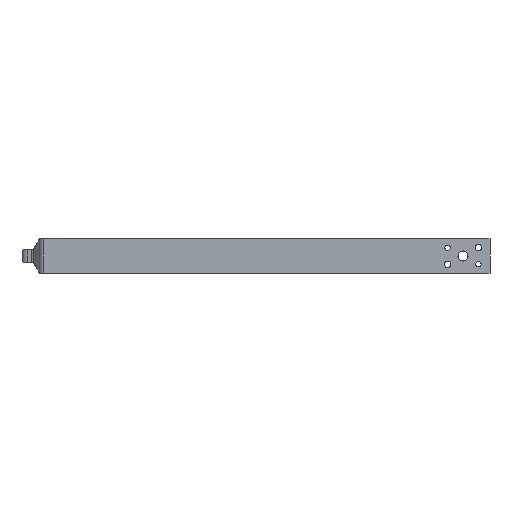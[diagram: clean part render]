
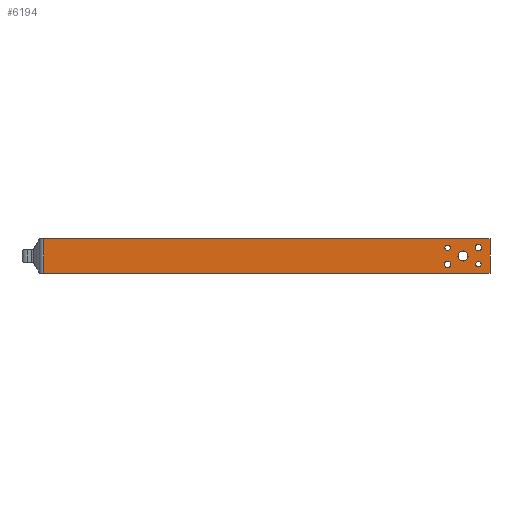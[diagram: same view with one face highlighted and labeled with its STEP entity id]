
A CAD part, front view. The second image highlights one B-rep face of the part: STEP entity #6194.
In plain terms, the highlighted face is planar.
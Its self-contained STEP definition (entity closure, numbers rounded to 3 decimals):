
#33 = CARTESIAN_POINT ( 'NONE',  ( -4., -355.25, 0. ) ) ;
#43 = DIRECTION ( 'NONE',  ( 0., -1., 0. ) ) ;
#208 = FACE_BOUND ( 'NONE', #1094, .T. ) ;
#606 = CARTESIAN_POINT ( 'NONE',  ( -4., -366., -7. ) ) ;
#769 = DIRECTION ( 'NONE',  ( 1., 0., 0. ) ) ;
#940 = DIRECTION ( 'NONE',  ( 0., -1., 0. ) ) ;
#1009 = CARTESIAN_POINT ( 'NONE',  ( -4., -2., -14.75 ) ) ;
#1094 = EDGE_LOOP ( 'NONE', ( #5235, #11743 ) ) ;
#1607 = ORIENTED_EDGE ( 'NONE', *, *, #13297, .T. ) ;
#1641 = AXIS2_PLACEMENT_3D ( 'NONE', #12282, #12486, #6834 ) ;
#1964 = DIRECTION ( 'NONE',  ( 0., -1., 0. ) ) ;
#2375 = AXIS2_PLACEMENT_3D ( 'NONE', #13843, #13989, #11837 ) ;
#2540 = DIRECTION ( 'NONE',  ( 0., -1., 0. ) ) ;
#2645 = DIRECTION ( 'NONE',  ( 0., -1., 0. ) ) ;
#2664 = VERTEX_POINT ( 'NONE', #3081 ) ;
#2775 = EDGE_CURVE ( 'NONE', #11009, #9154, #2946, .T. ) ;
#2807 = ORIENTED_EDGE ( 'NONE', *, *, #11103, .T. ) ;
#2946 = CIRCLE ( 'NONE', #10478, 2.75 ) ;
#2970 = VERTEX_POINT ( 'NONE', #5405 ) ;
#3081 = CARTESIAN_POINT ( 'NONE',  ( -4., -378., 14.75 ) ) ;
#3265 = AXIS2_PLACEMENT_3D ( 'NONE', #3611, #7973, #2540 ) ;
#3384 = DIRECTION ( 'NONE',  ( 0., 0., 1. ) ) ;
#3468 = CIRCLE ( 'NONE', #4363, 2.25 ) ;
#3494 = EDGE_CURVE ( 'NONE', #4974, #2664, #8678, .T. ) ;
#3611 = CARTESIAN_POINT ( 'NONE',  ( -4., -342.25, 7. ) ) ;
#3634 = EDGE_LOOP ( 'NONE', ( #10660, #6518 ) ) ;
#3680 = VECTOR ( 'NONE', #12020, 1000. ) ;
#3712 = FACE_BOUND ( 'NONE', #4625, .T. ) ;
#3942 = AXIS2_PLACEMENT_3D ( 'NONE', #33, #11774, #4261 ) ;
#4261 = DIRECTION ( 'NONE',  ( 0., -1., 0. ) ) ;
#4363 = AXIS2_PLACEMENT_3D ( 'NONE', #12802, #5234, #940 ) ;
#4421 = EDGE_LOOP ( 'NONE', ( #8027, #7095 ) ) ;
#4497 = CARTESIAN_POINT ( 'NONE',  ( -4., -378., -14.75 ) ) ;
#4565 = FACE_BOUND ( 'NONE', #5547, .T. ) ;
#4574 = AXIS2_PLACEMENT_3D ( 'NONE', #8803, #13224, #12158 ) ;
#4625 = EDGE_LOOP ( 'NONE', ( #11703, #2807 ) ) ;
#4971 = EDGE_CURVE ( 'NONE', #8131, #7642, #7785, .T. ) ;
#4974 = VERTEX_POINT ( 'NONE', #4497 ) ;
#5203 = ORIENTED_EDGE ( 'NONE', *, *, #6010, .F. ) ;
#5234 = DIRECTION ( 'NONE',  ( 1., 0., 0. ) ) ;
#5235 = ORIENTED_EDGE ( 'NONE', *, *, #2775, .T. ) ;
#5405 = CARTESIAN_POINT ( 'NONE',  ( -4., -359.5, 0. ) ) ;
#5547 = EDGE_LOOP ( 'NONE', ( #1607, #6083 ) ) ;
#5572 = EDGE_CURVE ( 'NONE', #9154, #11009, #10519, .T. ) ;
#5596 = EDGE_CURVE ( 'NONE', #13902, #4974, #9474, .T. ) ;
#5627 = DIRECTION ( 'NONE',  ( 0., -1., 0. ) ) ;
#5647 = DIRECTION ( 'NONE',  ( -1., 0., 0. ) ) ;
#5753 = AXIS2_PLACEMENT_3D ( 'NONE', #13695, #10198, #10338 ) ;
#5917 = CARTESIAN_POINT ( 'NONE',  ( -4., -2., -14.75 ) ) ;
#6010 = EDGE_CURVE ( 'NONE', #13902, #11578, #9677, .T. ) ;
#6012 = CIRCLE ( 'NONE', #2375, 4.25 ) ;
#6083 = ORIENTED_EDGE ( 'NONE', *, *, #10896, .T. ) ;
#6153 = VERTEX_POINT ( 'NONE', #12156 ) ;
#6194 = ADVANCED_FACE ( 'NONE', ( #12427, #208, #9081, #4565, #3712, #8946 ), #8004, .T. ) ;
#6417 = AXIS2_PLACEMENT_3D ( 'NONE', #11789, #769, #9508 ) ;
#6518 = ORIENTED_EDGE ( 'NONE', *, *, #8673, .T. ) ;
#6670 = CIRCLE ( 'NONE', #3942, 4.25 ) ;
#6825 = CARTESIAN_POINT ( 'NONE',  ( -4., -342.25, -7. ) ) ;
#6834 = DIRECTION ( 'NONE',  ( 0., -1., 0. ) ) ;
#6886 = EDGE_CURVE ( 'NONE', #7642, #8131, #3468, .T. ) ;
#6942 = ORIENTED_EDGE ( 'NONE', *, *, #5596, .T. ) ;
#7095 = ORIENTED_EDGE ( 'NONE', *, *, #4971, .T. ) ;
#7105 = CIRCLE ( 'NONE', #5753, 2.25 ) ;
#7352 = VERTEX_POINT ( 'NONE', #11502 ) ;
#7395 = ORIENTED_EDGE ( 'NONE', *, *, #3494, .T. ) ;
#7414 = CARTESIAN_POINT ( 'NONE',  ( -4., -339.5, -7. ) ) ;
#7642 = VERTEX_POINT ( 'NONE', #606 ) ;
#7698 = LINE ( 'NONE', #9852, #13778 ) ;
#7773 = VECTOR ( 'NONE', #1964, 1000. ) ;
#7785 = CIRCLE ( 'NONE', #4574, 2.25 ) ;
#7805 = CIRCLE ( 'NONE', #1641, 2.75 ) ;
#7973 = DIRECTION ( 'NONE',  ( 1., 0., 0. ) ) ;
#8004 = PLANE ( 'NONE',  #9644 ) ;
#8027 = ORIENTED_EDGE ( 'NONE', *, *, #6886, .T. ) ;
#8105 = DIRECTION ( 'NONE',  ( 1., 0., 0. ) ) ;
#8131 = VERTEX_POINT ( 'NONE', #11938 ) ;
#8226 = EDGE_CURVE ( 'NONE', #7352, #6153, #7805, .T. ) ;
#8370 = CARTESIAN_POINT ( 'NONE',  ( -4., -2., -14.75 ) ) ;
#8390 = CARTESIAN_POINT ( 'NONE',  ( -4., -2., -14.75 ) ) ;
#8482 = AXIS2_PLACEMENT_3D ( 'NONE', #11321, #8105, #11753 ) ;
#8673 = EDGE_CURVE ( 'NONE', #6153, #7352, #13276, .T. ) ;
#8678 = LINE ( 'NONE', #13030, #9105 ) ;
#8803 = CARTESIAN_POINT ( 'NONE',  ( -4., -368.25, -7. ) ) ;
#8898 = EDGE_CURVE ( 'NONE', #9665, #12301, #7105, .T. ) ;
#8946 = FACE_OUTER_BOUND ( 'NONE', #9908, .T. ) ;
#8970 = CIRCLE ( 'NONE', #3265, 2.25 ) ;
#9081 = FACE_BOUND ( 'NONE', #3634, .T. ) ;
#9105 = VECTOR ( 'NONE', #3384, 1000. ) ;
#9154 = VERTEX_POINT ( 'NONE', #13315 ) ;
#9474 = LINE ( 'NONE', #8390, #7773 ) ;
#9508 = DIRECTION ( 'NONE',  ( 0., -1., 0. ) ) ;
#9644 = AXIS2_PLACEMENT_3D ( 'NONE', #5917, #5647, #2645 ) ;
#9665 = VERTEX_POINT ( 'NONE', #10856 ) ;
#9677 = LINE ( 'NONE', #1009, #3680 ) ;
#9852 = CARTESIAN_POINT ( 'NONE',  ( -4., -2., 14.75 ) ) ;
#9908 = EDGE_LOOP ( 'NONE', ( #12868, #5203, #6942, #7395 ) ) ;
#10198 = DIRECTION ( 'NONE',  ( 1., 0., 0. ) ) ;
#10338 = DIRECTION ( 'NONE',  ( 0., -1., 0. ) ) ;
#10363 = CARTESIAN_POINT ( 'NONE',  ( -4., -351., 0. ) ) ;
#10478 = AXIS2_PLACEMENT_3D ( 'NONE', #6825, #12201, #5627 ) ;
#10519 = CIRCLE ( 'NONE', #8482, 2.75 ) ;
#10522 = CARTESIAN_POINT ( 'NONE',  ( -4., -2., 14.75 ) ) ;
#10660 = ORIENTED_EDGE ( 'NONE', *, *, #8226, .T. ) ;
#10704 = CARTESIAN_POINT ( 'NONE',  ( -4., -344.5, 7. ) ) ;
#10856 = CARTESIAN_POINT ( 'NONE',  ( -4., -340., 7. ) ) ;
#10896 = EDGE_CURVE ( 'NONE', #2970, #11851, #6670, .T. ) ;
#11009 = VERTEX_POINT ( 'NONE', #7414 ) ;
#11103 = EDGE_CURVE ( 'NONE', #12301, #9665, #8970, .T. ) ;
#11321 = CARTESIAN_POINT ( 'NONE',  ( -4., -342.25, -7. ) ) ;
#11502 = CARTESIAN_POINT ( 'NONE',  ( -4., -365.5, 7. ) ) ;
#11578 = VERTEX_POINT ( 'NONE', #10522 ) ;
#11703 = ORIENTED_EDGE ( 'NONE', *, *, #8898, .T. ) ;
#11743 = ORIENTED_EDGE ( 'NONE', *, *, #5572, .T. ) ;
#11753 = DIRECTION ( 'NONE',  ( 0., -1., 0. ) ) ;
#11774 = DIRECTION ( 'NONE',  ( 1., 0., 0. ) ) ;
#11789 = CARTESIAN_POINT ( 'NONE',  ( -4., -368.25, 7. ) ) ;
#11837 = DIRECTION ( 'NONE',  ( 0., -1., 0. ) ) ;
#11851 = VERTEX_POINT ( 'NONE', #10363 ) ;
#11938 = CARTESIAN_POINT ( 'NONE',  ( -4., -370.5, -7. ) ) ;
#12020 = DIRECTION ( 'NONE',  ( 0., 0., 1. ) ) ;
#12156 = CARTESIAN_POINT ( 'NONE',  ( -4., -371., 7. ) ) ;
#12158 = DIRECTION ( 'NONE',  ( 0., -1., 0. ) ) ;
#12201 = DIRECTION ( 'NONE',  ( 1., 0., 0. ) ) ;
#12282 = CARTESIAN_POINT ( 'NONE',  ( -4., -368.25, 7. ) ) ;
#12301 = VERTEX_POINT ( 'NONE', #10704 ) ;
#12427 = FACE_BOUND ( 'NONE', #4421, .T. ) ;
#12486 = DIRECTION ( 'NONE',  ( 1., 0., 0. ) ) ;
#12802 = CARTESIAN_POINT ( 'NONE',  ( -4., -368.25, -7. ) ) ;
#12868 = ORIENTED_EDGE ( 'NONE', *, *, #13936, .F. ) ;
#13030 = CARTESIAN_POINT ( 'NONE',  ( -4., -378., -14.75 ) ) ;
#13224 = DIRECTION ( 'NONE',  ( 1., 0., 0. ) ) ;
#13276 = CIRCLE ( 'NONE', #6417, 2.75 ) ;
#13297 = EDGE_CURVE ( 'NONE', #11851, #2970, #6012, .T. ) ;
#13315 = CARTESIAN_POINT ( 'NONE',  ( -4., -345., -7. ) ) ;
#13695 = CARTESIAN_POINT ( 'NONE',  ( -4., -342.25, 7. ) ) ;
#13778 = VECTOR ( 'NONE', #43, 1000. ) ;
#13843 = CARTESIAN_POINT ( 'NONE',  ( -4., -355.25, 0. ) ) ;
#13902 = VERTEX_POINT ( 'NONE', #8370 ) ;
#13936 = EDGE_CURVE ( 'NONE', #11578, #2664, #7698, .T. ) ;
#13989 = DIRECTION ( 'NONE',  ( 1., 0., 0. ) ) ;
